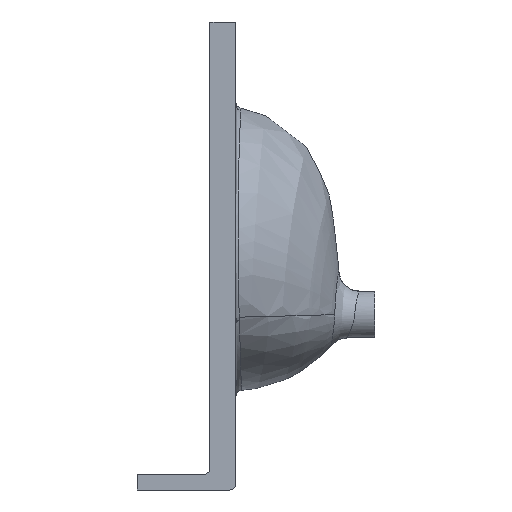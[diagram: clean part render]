
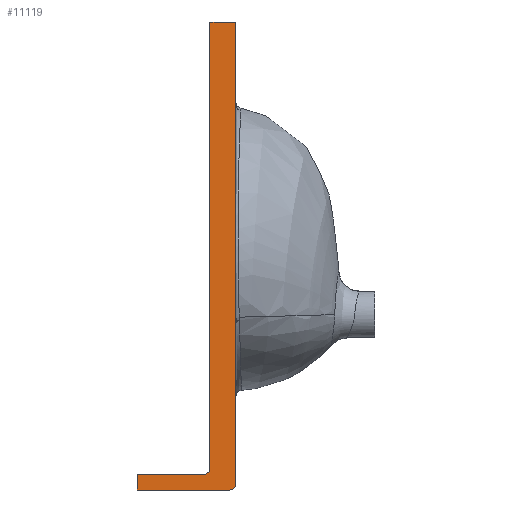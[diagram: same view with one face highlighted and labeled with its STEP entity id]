
A CAD part, left-side view. The second image highlights one B-rep face of the part: STEP entity #11119.
In plain terms, the highlighted planar face has unit normal (-1, 0, 0).
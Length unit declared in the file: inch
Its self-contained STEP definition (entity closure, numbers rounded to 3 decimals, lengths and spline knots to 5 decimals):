
#559 = DIRECTION ( 'NONE',  ( 0., 1., 0. ) ) ;
#594 = ORIENTED_EDGE ( 'NONE', *, *, #15264, .F. ) ;
#978 = LINE ( 'NONE', #4705, #1702 ) ;
#1344 = VERTEX_POINT ( 'NONE', #2129 ) ;
#1397 = EDGE_CURVE ( 'NONE', #2163, #9857, #13459, .T. ) ;
#1595 = ORIENTED_EDGE ( 'NONE', *, *, #15161, .T. ) ;
#1702 = VECTOR ( 'NONE', #2226, 39.37008 ) ;
#2129 = CARTESIAN_POINT ( 'NONE',  ( -30.5, -0.95, -8.4375 ) ) ;
#2163 = VERTEX_POINT ( 'NONE', #10672 ) ;
#2226 = DIRECTION ( 'NONE',  ( 0., 0., 1. ) ) ;
#2801 = DIRECTION ( 'NONE',  ( -1., 0., 0. ) ) ;
#2972 = LINE ( 'NONE', #14126, #12354 ) ;
#3009 = ORIENTED_EDGE ( 'NONE', *, *, #11409, .T. ) ;
#3051 = DIRECTION ( 'NONE',  ( 0., -1., 0. ) ) ;
#3105 = CARTESIAN_POINT ( 'NONE',  ( -30.5, 3.5, -8.4375 ) ) ;
#3319 = ORIENTED_EDGE ( 'NONE', *, *, #15779, .T. ) ;
#3748 = ORIENTED_EDGE ( 'NONE', *, *, #10624, .F. ) ;
#3901 = VECTOR ( 'NONE', #4573, 39.37008 ) ;
#3990 = EDGE_LOOP ( 'NONE', ( #12558, #3009, #8135, #1595, #594, #3319, #3748, #9797 ) ) ;
#4208 = PLANE ( 'NONE',  #9453 ) ;
#4573 = DIRECTION ( 'NONE',  ( 0., 0., 1. ) ) ;
#4705 = CARTESIAN_POINT ( 'NONE',  ( -30.5, 0., -8.4375 ) ) ;
#5605 = DIRECTION ( 'NONE',  ( 0., 0., 1. ) ) ;
#5898 = VERTEX_POINT ( 'NONE', #9978 ) ;
#6538 = CIRCLE ( 'NONE', #8050, 0.3 ) ;
#6970 = VECTOR ( 'NONE', #13556, 39.37008 ) ;
#7128 = VERTEX_POINT ( 'NONE', #13696 ) ;
#7336 = VECTOR ( 'NONE', #559, 39.37008 ) ;
#7368 = CARTESIAN_POINT ( 'NONE',  ( -30.5, 0.3, -7.3875 ) ) ;
#8050 = AXIS2_PLACEMENT_3D ( 'NONE', #14211, #2801, #12888 ) ;
#8135 = ORIENTED_EDGE ( 'NONE', *, *, #1397, .T. ) ;
#8176 = CARTESIAN_POINT ( 'NONE',  ( -30.5, -1.25, 14.0625 ) ) ;
#8195 = EDGE_CURVE ( 'NONE', #10769, #13430, #15905, .T. ) ;
#8596 = CARTESIAN_POINT ( 'NONE',  ( -30.5, -1.25, 14.0625 ) ) ;
#9172 = DIRECTION ( 'NONE',  ( -1., 0., 0. ) ) ;
#9442 = VECTOR ( 'NONE', #10894, 39.37008 ) ;
#9453 = AXIS2_PLACEMENT_3D ( 'NONE', #15367, #9172, #5605 ) ;
#9797 = ORIENTED_EDGE ( 'NONE', *, *, #8195, .F. ) ;
#9857 = VERTEX_POINT ( 'NONE', #8176 ) ;
#9978 = CARTESIAN_POINT ( 'NONE',  ( -30.5, 0., -7.3875 ) ) ;
#10328 = LINE ( 'NONE', #11896, #7336 ) ;
#10624 = EDGE_CURVE ( 'NONE', #13430, #14000, #2972, .T. ) ;
#10672 = CARTESIAN_POINT ( 'NONE',  ( -30.5, -1.25, -8.1375 ) ) ;
#10769 = VERTEX_POINT ( 'NONE', #12974 ) ;
#10775 = EDGE_CURVE ( 'NONE', #1344, #10769, #10328, .T. ) ;
#10894 = DIRECTION ( 'NONE',  ( 0., 0., 1. ) ) ;
#10935 = AXIS2_PLACEMENT_3D ( 'NONE', #7368, #12404, #16126 ) ;
#11119 = ADVANCED_FACE ( 'NONE', ( #15536 ), #4208, .T. ) ;
#11409 = EDGE_CURVE ( 'NONE', #1344, #2163, #6538, .T. ) ;
#11896 = CARTESIAN_POINT ( 'NONE',  ( -30.5, -1.25, -8.4375 ) ) ;
#12354 = VECTOR ( 'NONE', #3051, 39.37008 ) ;
#12404 = DIRECTION ( 'NONE',  ( 1., 0., 0. ) ) ;
#12558 = ORIENTED_EDGE ( 'NONE', *, *, #10775, .F. ) ;
#12888 = DIRECTION ( 'NONE',  ( 0., 0., 1. ) ) ;
#12974 = CARTESIAN_POINT ( 'NONE',  ( -30.5, 3.5, -8.4375 ) ) ;
#13374 = CARTESIAN_POINT ( 'NONE',  ( -30.5, -1.25, -8.4375 ) ) ;
#13430 = VERTEX_POINT ( 'NONE', #14374 ) ;
#13459 = LINE ( 'NONE', #13374, #9442 ) ;
#13556 = DIRECTION ( 'NONE',  ( 0., 1., 0. ) ) ;
#13696 = CARTESIAN_POINT ( 'NONE',  ( -30.5, 0., 14.0625 ) ) ;
#14000 = VERTEX_POINT ( 'NONE', #14144 ) ;
#14126 = CARTESIAN_POINT ( 'NONE',  ( -30.5, 3.5, -7.6875 ) ) ;
#14144 = CARTESIAN_POINT ( 'NONE',  ( -30.5, 0.3, -7.6875 ) ) ;
#14211 = CARTESIAN_POINT ( 'NONE',  ( -30.5, -0.95, -8.1375 ) ) ;
#14374 = CARTESIAN_POINT ( 'NONE',  ( -30.5, 3.5, -7.6875 ) ) ;
#15161 = EDGE_CURVE ( 'NONE', #9857, #7128, #15870, .T. ) ;
#15264 = EDGE_CURVE ( 'NONE', #5898, #7128, #978, .T. ) ;
#15367 = CARTESIAN_POINT ( 'NONE',  ( -30.5, -1.25, -8.4375 ) ) ;
#15536 = FACE_OUTER_BOUND ( 'NONE', #3990, .T. ) ;
#15779 = EDGE_CURVE ( 'NONE', #5898, #14000, #16210, .T. ) ;
#15870 = LINE ( 'NONE', #8596, #6970 ) ;
#15905 = LINE ( 'NONE', #3105, #3901 ) ;
#16126 = DIRECTION ( 'NONE',  ( 0., 0., 1. ) ) ;
#16210 = CIRCLE ( 'NONE', #10935, 0.3 ) ;
